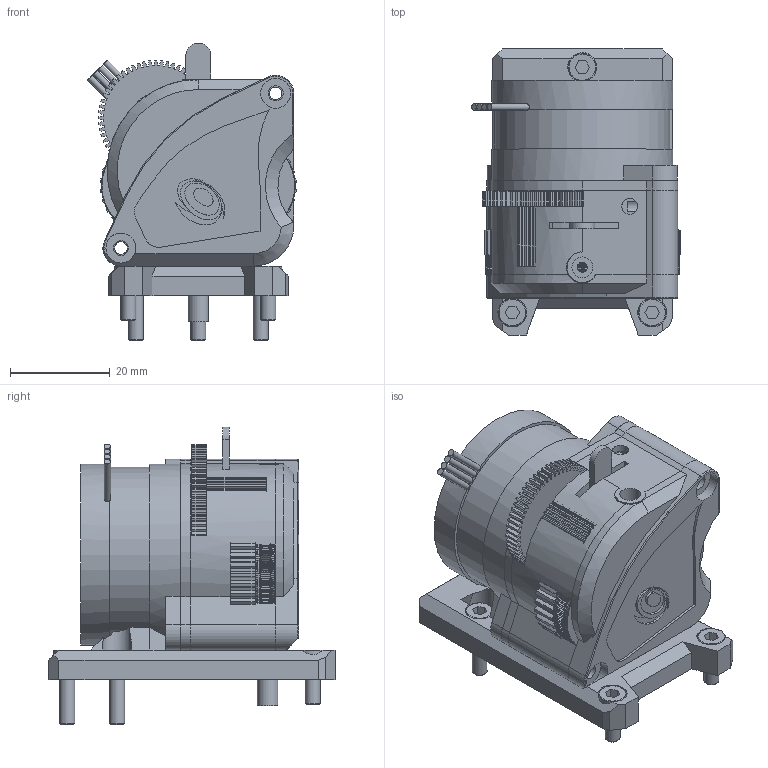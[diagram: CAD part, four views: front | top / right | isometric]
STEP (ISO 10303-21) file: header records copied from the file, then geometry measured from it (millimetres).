
FILE_DESCRIPTION(/* description */ (''),/* implementation_level */ '2;1');
FILE_NAME(/* name */ 'LGX Lite.step',/* time_stamp */ '2023-04-19T12:58:47-05:00',/* author */ (''),/* organization */ (''),/* preprocessor_version */ 'ST-DEVELOPER v19.2',/* originating_system */ 'Autodesk Translation Framework v12.4.0.73',/* authorisation */ '');
FILE_SCHEMA (('AUTOMOTIVE_DESIGN { 1 0 10303 214 3 1 1 }'));
Length unit declared in the file: millimetre
Products named in the file (17): Drive LGX Lite; PTFE_14.2_mm; drive_lgx_lite; LGX Lite; LGX-Lite Dummy (3); LGX-Lite Dummy (4); LGX-Lite Dummy (1); LGX-Lite Dummy; LGX-Lite Dummy (2); gears; Part 7; Part 4; Part 5; Fasteners; DIN 912 M3 12 mm; DIN 912 M3 8 mm; DIN 912 M3 6 mm
Assembly tree (22 placements, depth 3):
  Drive LGX Lite
    PTFE_14.2_mm
    drive_lgx_lite
    LGX Lite
      LGX-Lite Dummy (3)
      LGX-Lite Dummy (4)
      LGX-Lite Dummy (1)
      LGX-Lite Dummy
      LGX-Lite Dummy (2)
      gears
      Part 7
      Part 4
      Part 5
    Fasteners
      DIN 912 M3 6 mm  x4
      DIN 912 M3 12 mm  x3
      DIN 912 M3 8 mm  x2
Bounding box: 41.78 x 57.3 x 59.65 mm (x, y, z)
Volume: 63071.9 mm3; surface area: 35471.6 mm2
Topology: 20 solids, 27 shells, 1786 faces, 4069 edges, 2679 vertices
Faces by surface type: cylinder 744, sphere 640, plane 318, bspline 35, cone 28, torus 21
Full cylindrical faces by diameter (mm): 1.3 x4, 1.75 x1, 2 x1, 2.5 x2, 3 x15, 3.15 x2, 3.2 x16, 3.3 x5, 4.1 x1, 4.15 x2, 5.5 x9, 5.8 x9, 6 x2, 35 x1, 36.2 x2
Entity records: 52025 total; most frequent: CARTESIAN_POINT 12494, DIRECTION 8459, ORIENTED_EDGE 7766, EDGE_CURVE 3883, AXIS2_PLACEMENT_3D 3601, VERTEX_POINT 2559, EDGE_LOOP 2090, CIRCLE 1878
